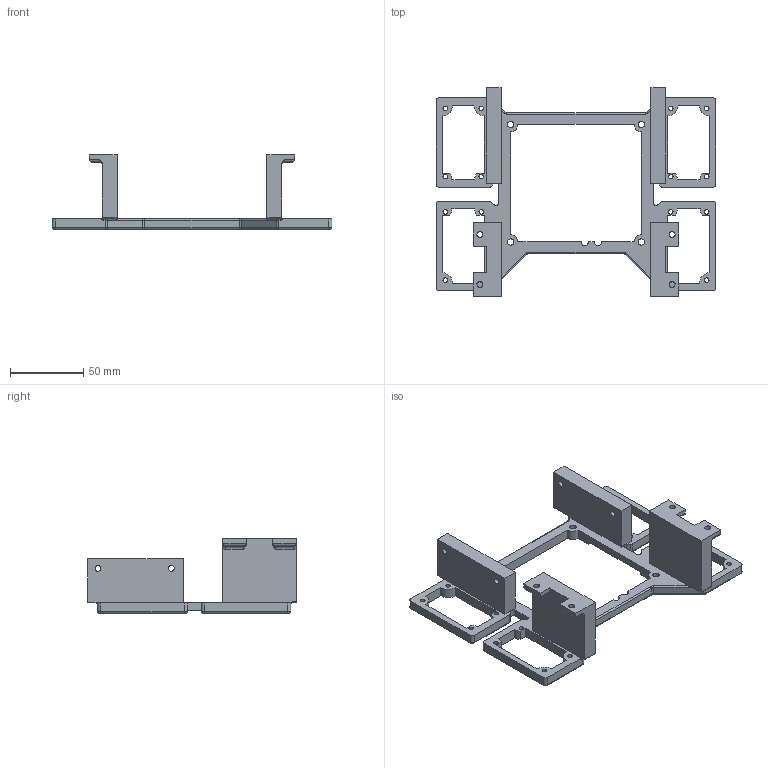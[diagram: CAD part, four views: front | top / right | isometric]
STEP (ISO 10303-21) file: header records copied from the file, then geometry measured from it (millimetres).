
FILE_DESCRIPTION(/* description */ (''),/* implementation_level */ '2;1');
FILE_NAME(/* name */ 'uMule-podstawa_elektronika-V1.1-x1.stp',/* time_stamp */ '2024-11-03T18:48:38+01:00',/* author */ ('owozn'),/* organization */ (''),/* preprocessor_version */ 'ST-DEVELOPER v20',/* originating_system */ 'Autodesk Inventor 2024',/* authorisation */ '');
FILE_SCHEMA (('AUTOMOTIVE_DESIGN { 1 0 10303 214 3 1 1 }'));
Length unit declared in the file: millimetre
Products named in the file (1): uMule-podstawa_elektronika-V1.1
Bounding box: 190.5 x 142 x 50.5 mm (x, y, z)
Volume: 140414.1 mm3; surface area: 51958.2 mm2
Topology: 1 solids, 1 shells, 291 faces, 802 edges, 530 vertices
Faces by surface type: cylinder 138, plane 107, torus 26, bspline 20
Full cylindrical faces by diameter (mm): 3.1 x16, 4 x8, 4.3 x4
Entity records: 9643 total; most frequent: CARTESIAN_POINT 1996, DIRECTION 1624, ORIENTED_EDGE 1556, EDGE_CURVE 778, AXIS2_PLACEMENT_3D 592, VERTEX_POINT 488, LINE 440, VECTOR 440
